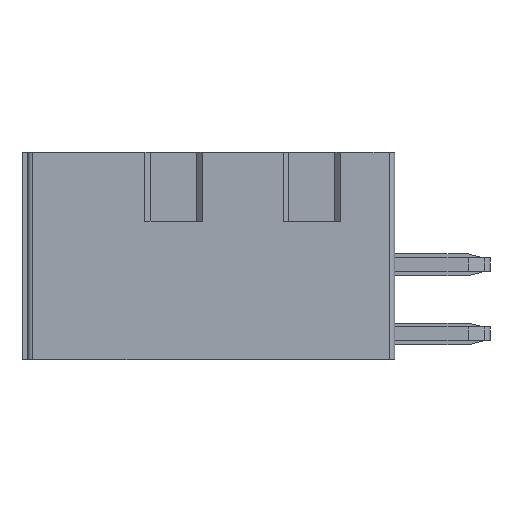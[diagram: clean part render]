
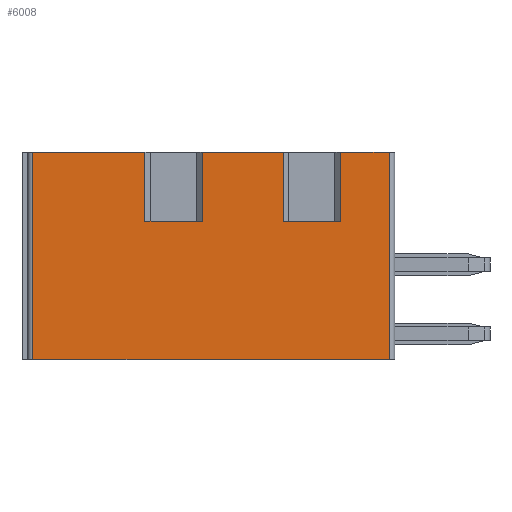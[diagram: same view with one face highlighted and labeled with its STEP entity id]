
A CAD part, top view. The second image highlights one B-rep face of the part: STEP entity #6008.
In plain terms, the highlighted planar face has unit normal (0, 0, 1).
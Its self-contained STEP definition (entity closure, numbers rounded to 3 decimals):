
#508=DIRECTION('',(1.,0.,0.));
#509=VECTOR('',#508,13.1);
#510=CARTESIAN_POINT('',(-13.3,-2.54,0.));
#511=LINE('',#510,#509);
#1488=DIRECTION('',(0.,1.,0.));
#1489=VECTOR('',#1488,7.62);
#1490=CARTESIAN_POINT('',(-0.2,-2.54,0.));
#1491=LINE('',#1490,#1489);
#1492=DIRECTION('',(0.,1.,0.));
#1493=VECTOR('',#1492,7.62);
#1494=CARTESIAN_POINT('',(-13.3,-2.54,0.));
#1495=LINE('',#1494,#1493);
#1496=DIRECTION('',(0.,1.,0.));
#1497=VECTOR('',#1496,2.54);
#1498=CARTESIAN_POINT('',(-9.18,2.54,0.));
#1499=LINE('',#1498,#1497);
#1500=DIRECTION('',(1.,0.,0.));
#1501=VECTOR('',#1500,2.1);
#1502=CARTESIAN_POINT('',(-9.18,2.54,0.));
#1503=LINE('',#1502,#1501);
#1504=DIRECTION('',(0.,1.,0.));
#1505=VECTOR('',#1504,2.54);
#1506=CARTESIAN_POINT('',(-7.08,2.54,0.));
#1507=LINE('',#1506,#1505);
#1508=DIRECTION('',(0.,1.,0.));
#1509=VECTOR('',#1508,2.54);
#1510=CARTESIAN_POINT('',(-4.1,2.54,0.));
#1511=LINE('',#1510,#1509);
#1512=DIRECTION('',(1.,0.,0.));
#1513=VECTOR('',#1512,2.1);
#1514=CARTESIAN_POINT('',(-4.1,2.54,0.));
#1515=LINE('',#1514,#1513);
#1516=DIRECTION('',(0.,1.,0.));
#1517=VECTOR('',#1516,2.54);
#1518=CARTESIAN_POINT('',(-2.,2.54,0.));
#1519=LINE('',#1518,#1517);
#1991=DIRECTION('',(1.,0.,0.));
#1992=VECTOR('',#1991,2.98);
#1993=CARTESIAN_POINT('',(-7.08,5.08,0.));
#1994=LINE('',#1993,#1992);
#2007=DIRECTION('',(1.,0.,0.));
#2008=VECTOR('',#2007,4.12);
#2009=CARTESIAN_POINT('',(-13.3,5.08,0.));
#2010=LINE('',#2009,#2008);
#2096=DIRECTION('',(1.,0.,0.));
#2097=VECTOR('',#2096,1.8);
#2098=CARTESIAN_POINT('',(-2.,5.08,0.));
#2099=LINE('',#2098,#2097);
#3253=CARTESIAN_POINT('',(-13.3,5.08,0.));
#3254=VERTEX_POINT('',#3253);
#3255=CARTESIAN_POINT('',(-0.2,5.08,0.));
#3257=VERTEX_POINT('',#3255);
#3336=CARTESIAN_POINT('',(-4.1,5.08,0.));
#3338=VERTEX_POINT('',#3336);
#3339=CARTESIAN_POINT('',(-2.,5.08,0.));
#3341=VERTEX_POINT('',#3339);
#3347=CARTESIAN_POINT('',(-9.18,5.08,0.));
#3348=VERTEX_POINT('',#3347);
#3349=CARTESIAN_POINT('',(-7.08,5.08,0.));
#3350=VERTEX_POINT('',#3349);
#3368=CARTESIAN_POINT('',(-4.1,2.54,0.));
#3370=VERTEX_POINT('',#3368);
#3371=CARTESIAN_POINT('',(-2.,2.54,0.));
#3373=VERTEX_POINT('',#3371);
#3379=CARTESIAN_POINT('',(-9.18,2.54,0.));
#3380=VERTEX_POINT('',#3379);
#3381=CARTESIAN_POINT('',(-7.08,2.54,0.));
#3382=VERTEX_POINT('',#3381);
#3417=CARTESIAN_POINT('',(-13.3,-2.54,0.));
#3418=VERTEX_POINT('',#3417);
#3419=CARTESIAN_POINT('',(-0.2,-2.54,0.));
#3420=VERTEX_POINT('',#3419);
#5979=CARTESIAN_POINT('',(-13.3,0.,0.));
#5980=DIRECTION('',(0.,0.,1.));
#5981=DIRECTION('',(1.,0.,0.));
#5982=AXIS2_PLACEMENT_3D('',#5979,#5980,#5981);
#5983=PLANE('',#5982);
#5984=ORIENTED_EDGE('',*,*,#5972,.F.);
#5985=ORIENTED_EDGE('',*,*,#4320,.F.);
#5987=ORIENTED_EDGE('',*,*,#5986,.T.);
#5989=ORIENTED_EDGE('',*,*,#5988,.T.);
#5991=ORIENTED_EDGE('',*,*,#5990,.F.);
#5993=ORIENTED_EDGE('',*,*,#5992,.T.);
#5995=ORIENTED_EDGE('',*,*,#5994,.T.);
#5997=ORIENTED_EDGE('',*,*,#5996,.T.);
#5999=ORIENTED_EDGE('',*,*,#5998,.F.);
#6001=ORIENTED_EDGE('',*,*,#6000,.T.);
#6003=ORIENTED_EDGE('',*,*,#6002,.T.);
#6005=ORIENTED_EDGE('',*,*,#6004,.T.);
#6006=EDGE_LOOP('',(#5984,#5985,#5987,#5989,#5991,#5993,#5995,#5997,#5999,#6001,
#6003,#6005));
#6007=FACE_OUTER_BOUND('',#6006,.F.);
#4320=EDGE_CURVE('',#3418,#3420,#511,.T.);
#5972=EDGE_CURVE('',#3420,#3257,#1491,.T.);
#5986=EDGE_CURVE('',#3418,#3254,#1495,.T.);
#5988=EDGE_CURVE('',#3254,#3348,#2010,.T.);
#5990=EDGE_CURVE('',#3380,#3348,#1499,.T.);
#5992=EDGE_CURVE('',#3380,#3382,#1503,.T.);
#5994=EDGE_CURVE('',#3382,#3350,#1507,.T.);
#5996=EDGE_CURVE('',#3350,#3338,#1994,.T.);
#5998=EDGE_CURVE('',#3370,#3338,#1511,.T.);
#6000=EDGE_CURVE('',#3370,#3373,#1515,.T.);
#6002=EDGE_CURVE('',#3373,#3341,#1519,.T.);
#6004=EDGE_CURVE('',#3341,#3257,#2099,.T.);
#6008=ADVANCED_FACE('',(#6007),#5983,.T.);
